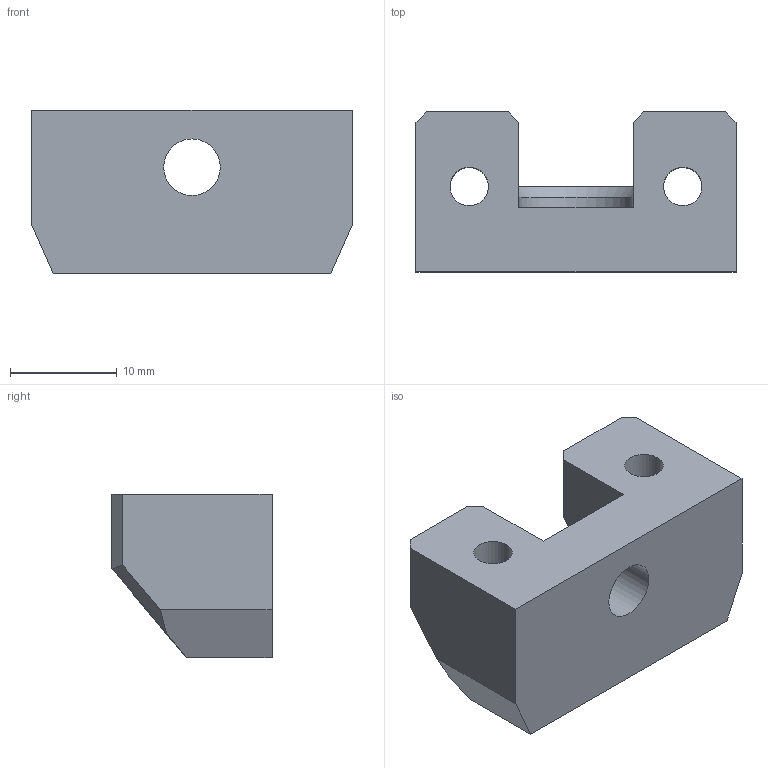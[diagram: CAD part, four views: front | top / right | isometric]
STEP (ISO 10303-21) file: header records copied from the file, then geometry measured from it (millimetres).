
FILE_DESCRIPTION(/* description */ (''),/* implementation_level */ '2;1');
FILE_NAME(/* name */ 'psu_lower_mount.step',/* time_stamp */ '2017-10-04T19:59:30+02:00',/* author */ ('gregsaun'),/* organization */ (''),/* preprocessor_version */ 'ST-DEVELOPER v16.13',/* originating_system */ 'Autodesk Translation Framework v6.5.0.72',/* authorisation */ '');
FILE_SCHEMA (('AUTOMOTIVE_DESIGN { 1 0 10303 214 3 1 1 }'));
Length unit declared in the file: millimetre
Products named in the file (1): psu_lower_mount v8
Bounding box: 30 x 15 x 15.35 mm (x, y, z)
Volume: 4215.2 mm3; surface area: 2656.3 mm2
Topology: 1 solids, 1 shells, 40 faces, 106 edges, 68 vertices
Faces by surface type: plane 33, cylinder 6, cone 1
Full cylindrical faces by diameter (mm): 3.6 x4, 5.3 x1
Entity records: 1279 total; most frequent: CARTESIAN_POINT 219, ORIENTED_EDGE 212, DIRECTION 201, EDGE_CURVE 106, LINE 89, VECTOR 89, VERTEX_POINT 68, AXIS2_PLACEMENT_3D 56
